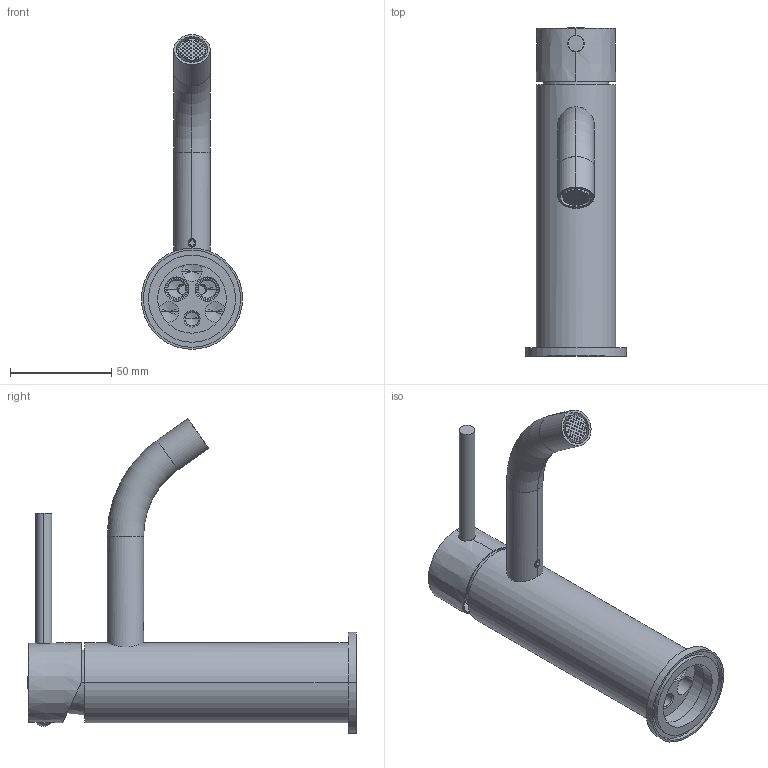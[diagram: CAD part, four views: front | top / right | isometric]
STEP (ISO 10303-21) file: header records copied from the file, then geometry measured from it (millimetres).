
FILE_DESCRIPTION((''),'2;1');
FILE_NAME('LIG071CR','2021-06-10T09:30:52',('ut3'),('PAFFONI SpA'),'CREO PARAMETRIC BY PTC INC, 2020044','CREO PARAMETRIC BY PTC INC, 2020044','');
FILE_SCHEMA(('CONFIG_CONTROL_DESIGN','SHAPE_APPEARANCE_LAYERS_GROUPS'));
Length unit declared in the file: millimetre
Products named in the file (1): LIG071CR
Bounding box: 50 x 162.15 x 155.45 mm (x, y, z)
Volume: 145501.1 mm3; surface area: 72729.7 mm2
Topology: 1 solids, 1 shells, 1124 faces, 3056 edges, 1876 vertices
Faces by surface type: cylinder 541, plane 268, cone 99, bspline 80, torus 72, sphere 64
Entity records: 58846 total; most frequent: CARTESIAN_POINT 23316, ORIENTED_EDGE 5950, DIRECTION 5545, EDGE_CURVE 2975, AXIS2_PLACEMENT_3D 2243, VERTEX_POINT 1876, EDGE_LOOP 1389, CIRCLE 1199
